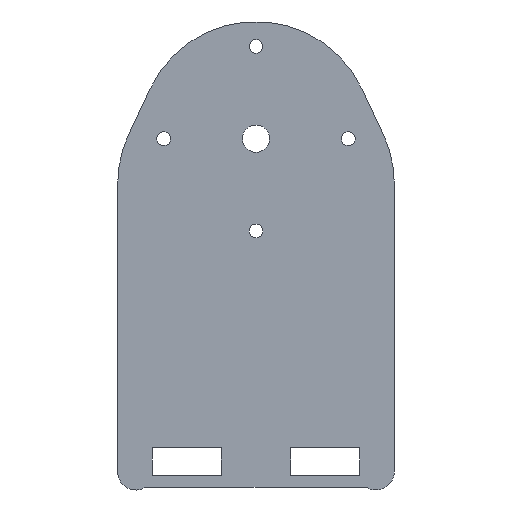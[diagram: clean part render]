
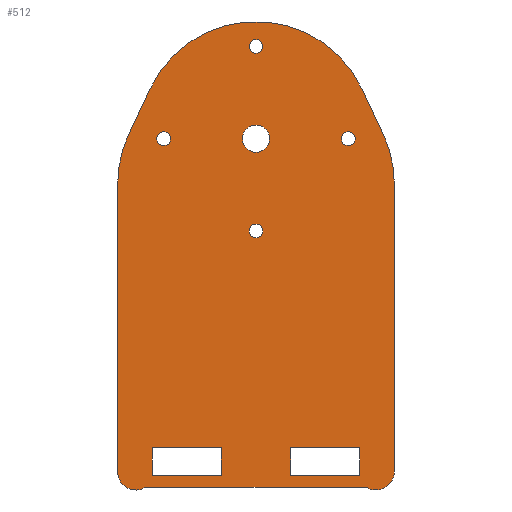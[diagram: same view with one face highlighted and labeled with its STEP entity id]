
A CAD part, left-side view. The second image highlights one B-rep face of the part: STEP entity #512.
In plain terms, the highlighted planar face has unit normal (-1, 0, 0).
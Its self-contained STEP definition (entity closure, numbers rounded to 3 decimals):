
#15=FACE_BOUND('',#93,.T.);
#16=FACE_BOUND('',#94,.T.);
#17=FACE_BOUND('',#95,.T.);
#18=FACE_BOUND('',#96,.T.);
#19=FACE_BOUND('',#97,.T.);
#20=FACE_BOUND('',#98,.T.);
#21=FACE_BOUND('',#99,.T.);
#42=PLANE('',#571);
#67=FACE_OUTER_BOUND('',#92,.T.);
#92=EDGE_LOOP('',(#433,#434,#435,#436,#437,#438,#439,#440,#441,#442));
#93=EDGE_LOOP('',(#443));
#94=EDGE_LOOP('',(#444));
#95=EDGE_LOOP('',(#445,#446,#447,#448));
#96=EDGE_LOOP('',(#449));
#97=EDGE_LOOP('',(#450,#451,#452,#453));
#98=EDGE_LOOP('',(#454));
#99=EDGE_LOOP('',(#455));
#110=LINE('',#730,#159);
#114=LINE('',#738,#163);
#117=LINE('',#744,#166);
#120=LINE('',#749,#169);
#123=LINE('',#760,#172);
#127=LINE('',#768,#176);
#130=LINE('',#774,#179);
#133=LINE('',#779,#182);
#137=LINE('',#796,#186);
#142=LINE('',#810,#191);
#146=LINE('',#822,#195);
#150=LINE('',#834,#199);
#154=LINE('',#846,#203);
#159=VECTOR('',#591,10.);
#163=VECTOR('',#597,10.);
#166=VECTOR('',#602,10.);
#169=VECTOR('',#607,10.);
#172=VECTOR('',#618,10.);
#176=VECTOR('',#624,10.);
#179=VECTOR('',#629,10.);
#182=VECTOR('',#634,10.);
#186=VECTOR('',#652,10.);
#191=VECTOR('',#665,10.);
#195=VECTOR('',#677,10.);
#199=VECTOR('',#689,10.);
#203=VECTOR('',#701,10.);
#207=CIRCLE('',#530,1.5);
#209=CIRCLE('',#533,1.5);
#211=CIRCLE('',#540,1.5);
#213=CIRCLE('',#547,2.95);
#215=CIRCLE('',#550,1.5);
#216=CIRCLE('',#553,4.);
#218=CIRCLE('',#557,4.);
#220=CIRCLE('',#561,25.4);
#222=CIRCLE('',#565,25.4);
#224=CIRCLE('',#569,25.4);
#227=VERTEX_POINT('',#718);
#229=VERTEX_POINT('',#724);
#230=VERTEX_POINT('',#728);
#231=VERTEX_POINT('',#729);
#234=VERTEX_POINT('',#737);
#236=VERTEX_POINT('',#743);
#239=VERTEX_POINT('',#754);
#240=VERTEX_POINT('',#758);
#241=VERTEX_POINT('',#759);
#244=VERTEX_POINT('',#767);
#246=VERTEX_POINT('',#773);
#249=VERTEX_POINT('',#784);
#251=VERTEX_POINT('',#790);
#252=VERTEX_POINT('',#794);
#253=VERTEX_POINT('',#795);
#256=VERTEX_POINT('',#803);
#258=VERTEX_POINT('',#809);
#260=VERTEX_POINT('',#815);
#262=VERTEX_POINT('',#821);
#264=VERTEX_POINT('',#827);
#266=VERTEX_POINT('',#833);
#268=VERTEX_POINT('',#839);
#270=VERTEX_POINT('',#845);
#274=EDGE_CURVE('',#227,#227,#207,.T.);
#277=EDGE_CURVE('',#229,#229,#209,.T.);
#278=EDGE_CURVE('',#230,#231,#110,.T.);
#282=EDGE_CURVE('',#231,#234,#114,.T.);
#285=EDGE_CURVE('',#234,#236,#117,.T.);
#288=EDGE_CURVE('',#236,#230,#120,.T.);
#292=EDGE_CURVE('',#239,#239,#211,.T.);
#293=EDGE_CURVE('',#240,#241,#123,.T.);
#297=EDGE_CURVE('',#241,#244,#127,.T.);
#300=EDGE_CURVE('',#244,#246,#130,.T.);
#303=EDGE_CURVE('',#246,#240,#133,.T.);
#307=EDGE_CURVE('',#249,#249,#213,.T.);
#310=EDGE_CURVE('',#251,#251,#215,.T.);
#311=EDGE_CURVE('',#252,#253,#137,.T.);
#315=EDGE_CURVE('',#253,#256,#216,.T.);
#318=EDGE_CURVE('',#256,#258,#142,.T.);
#321=EDGE_CURVE('',#258,#260,#218,.T.);
#324=EDGE_CURVE('',#260,#262,#146,.T.);
#327=EDGE_CURVE('',#262,#264,#220,.T.);
#330=EDGE_CURVE('',#264,#266,#150,.T.);
#333=EDGE_CURVE('',#266,#268,#222,.T.);
#336=EDGE_CURVE('',#268,#270,#154,.T.);
#339=EDGE_CURVE('',#270,#252,#224,.T.);
#433=ORIENTED_EDGE('',*,*,#339,.T.);
#434=ORIENTED_EDGE('',*,*,#311,.T.);
#435=ORIENTED_EDGE('',*,*,#315,.T.);
#436=ORIENTED_EDGE('',*,*,#318,.T.);
#437=ORIENTED_EDGE('',*,*,#321,.T.);
#438=ORIENTED_EDGE('',*,*,#324,.T.);
#439=ORIENTED_EDGE('',*,*,#327,.T.);
#440=ORIENTED_EDGE('',*,*,#330,.T.);
#441=ORIENTED_EDGE('',*,*,#333,.T.);
#442=ORIENTED_EDGE('',*,*,#336,.T.);
#443=ORIENTED_EDGE('',*,*,#310,.T.);
#444=ORIENTED_EDGE('',*,*,#307,.T.);
#445=ORIENTED_EDGE('',*,*,#303,.T.);
#446=ORIENTED_EDGE('',*,*,#293,.T.);
#447=ORIENTED_EDGE('',*,*,#297,.T.);
#448=ORIENTED_EDGE('',*,*,#300,.T.);
#449=ORIENTED_EDGE('',*,*,#292,.T.);
#450=ORIENTED_EDGE('',*,*,#288,.T.);
#451=ORIENTED_EDGE('',*,*,#278,.T.);
#452=ORIENTED_EDGE('',*,*,#282,.T.);
#453=ORIENTED_EDGE('',*,*,#285,.T.);
#454=ORIENTED_EDGE('',*,*,#277,.T.);
#455=ORIENTED_EDGE('',*,*,#274,.T.);
#512=ADVANCED_FACE('',(#67,#15,#16,#17,#18,#19,#20,#21),#42,.T.);
#530=AXIS2_PLACEMENT_3D('',#720,#580,#581);
#533=AXIS2_PLACEMENT_3D('',#726,#587,#588);
#540=AXIS2_PLACEMENT_3D('',#756,#614,#615);
#547=AXIS2_PLACEMENT_3D('',#786,#641,#642);
#550=AXIS2_PLACEMENT_3D('',#792,#648,#649);
#553=AXIS2_PLACEMENT_3D('',#804,#658,#659);
#557=AXIS2_PLACEMENT_3D('',#816,#670,#671);
#561=AXIS2_PLACEMENT_3D('',#828,#682,#683);
#565=AXIS2_PLACEMENT_3D('',#840,#694,#695);
#569=AXIS2_PLACEMENT_3D('',#851,#706,#707);
#571=AXIS2_PLACEMENT_3D('',#853,#710,#711);
#580=DIRECTION('center_axis',(1.,0.,0.));
#581=DIRECTION('ref_axis',(0.,-1.,0.));
#587=DIRECTION('center_axis',(1.,0.,0.));
#588=DIRECTION('ref_axis',(0.,-1.,0.));
#591=DIRECTION('',(0.,1.,0.));
#597=DIRECTION('',(0.,0.,1.));
#602=DIRECTION('',(0.,-1.,0.));
#607=DIRECTION('',(0.,0.,-1.));
#614=DIRECTION('center_axis',(1.,0.,0.));
#615=DIRECTION('ref_axis',(0.,-1.,0.));
#618=DIRECTION('',(0.,-1.,0.));
#624=DIRECTION('',(0.,0.,-1.));
#629=DIRECTION('',(0.,1.,0.));
#634=DIRECTION('',(0.,0.,1.));
#641=DIRECTION('center_axis',(1.,0.,0.));
#642=DIRECTION('ref_axis',(0.,-1.,0.));
#648=DIRECTION('center_axis',(1.,0.,0.));
#649=DIRECTION('ref_axis',(0.,-1.,0.));
#652=DIRECTION('',(0.,0.,-1.));
#658=DIRECTION('center_axis',(-1.,0.,0.));
#659=DIRECTION('ref_axis',(0.,0.995,-0.103));
#665=DIRECTION('',(0.,-1.,0.));
#670=DIRECTION('center_axis',(-1.,0.,0.));
#671=DIRECTION('ref_axis',(0.,0.524,-0.852));
#677=DIRECTION('',(0.,0.,1.));
#682=DIRECTION('center_axis',(-1.,0.,0.));
#683=DIRECTION('ref_axis',(0.,-1.,0.));
#689=DIRECTION('',(0.,0.423,0.906));
#694=DIRECTION('center_axis',(-1.,0.,0.));
#695=DIRECTION('ref_axis',(0.,-0.906,0.423));
#701=DIRECTION('',(0.,0.423,-0.906));
#706=DIRECTION('center_axis',(-1.,0.,0.));
#707=DIRECTION('ref_axis',(0.,0.906,0.423));
#710=DIRECTION('center_axis',(-1.,0.,0.));
#711=DIRECTION('ref_axis',(0.,-1.,0.));
#718=CARTESIAN_POINT('',(-139.,21.5,130.));
#720=CARTESIAN_POINT('Origin',(-139.,20.,130.));
#724=CARTESIAN_POINT('',(-139.,-18.5,130.));
#726=CARTESIAN_POINT('Origin',(-139.,-20.,130.));
#728=CARTESIAN_POINT('',(-139.,7.5,57.));
#729=CARTESIAN_POINT('',(-139.,22.5,57.));
#730=CARTESIAN_POINT('',(-139.,22.5,57.));
#737=CARTESIAN_POINT('',(-139.,22.5,63.));
#738=CARTESIAN_POINT('',(-139.,22.5,63.));
#743=CARTESIAN_POINT('',(-139.,7.5,63.));
#744=CARTESIAN_POINT('',(-139.,7.5,63.));
#749=CARTESIAN_POINT('',(-139.,7.5,57.));
#754=CARTESIAN_POINT('',(-139.,1.5,150.));
#756=CARTESIAN_POINT('Origin',(-139.,0.,150.));
#758=CARTESIAN_POINT('',(-139.,-7.5,63.));
#759=CARTESIAN_POINT('',(-139.,-22.5,63.));
#760=CARTESIAN_POINT('',(-139.,-22.5,63.));
#767=CARTESIAN_POINT('',(-139.,-22.5,57.));
#768=CARTESIAN_POINT('',(-139.,-22.5,57.));
#773=CARTESIAN_POINT('',(-139.,-7.5,57.));
#774=CARTESIAN_POINT('',(-139.,-7.5,57.));
#779=CARTESIAN_POINT('',(-139.,-7.5,63.));
#784=CARTESIAN_POINT('',(-139.,2.95,130.));
#786=CARTESIAN_POINT('Origin',(-139.,0.,130.));
#790=CARTESIAN_POINT('',(-139.,1.5,110.));
#792=CARTESIAN_POINT('Origin',(-139.,0.,110.));
#794=CARTESIAN_POINT('',(-139.,30.,120.135));
#795=CARTESIAN_POINT('',(-139.,30.,57.417));
#796=CARTESIAN_POINT('',(-139.,30.,120.135));
#803=CARTESIAN_POINT('',(-139.,23.903,54.435));
#804=CARTESIAN_POINT('Origin',(-139.,26.021,57.827));
#809=CARTESIAN_POINT('',(-139.,-23.904,54.435));
#810=CARTESIAN_POINT('',(-139.,23.903,54.435));
#815=CARTESIAN_POINT('',(-139.,-30.,57.842));
#816=CARTESIAN_POINT('Origin',(-139.,-26.,57.842));
#821=CARTESIAN_POINT('',(-139.,-30.,120.135));
#822=CARTESIAN_POINT('',(-139.,-30.,57.842));
#827=CARTESIAN_POINT('',(-139.,-27.62,130.87));
#828=CARTESIAN_POINT('Origin',(-139.,-4.6,120.135));
#833=CARTESIAN_POINT('',(-139.,-23.02,140.735));
#834=CARTESIAN_POINT('',(-139.,-27.62,130.87));
#839=CARTESIAN_POINT('',(-139.,23.02,140.735));
#840=CARTESIAN_POINT('Origin',(-139.,0.,130.));
#845=CARTESIAN_POINT('',(-139.,27.62,130.87));
#846=CARTESIAN_POINT('',(-139.,23.02,140.735));
#851=CARTESIAN_POINT('Origin',(-139.,4.6,120.135));
#853=CARTESIAN_POINT('Origin',(-139.,0.,104.614));
